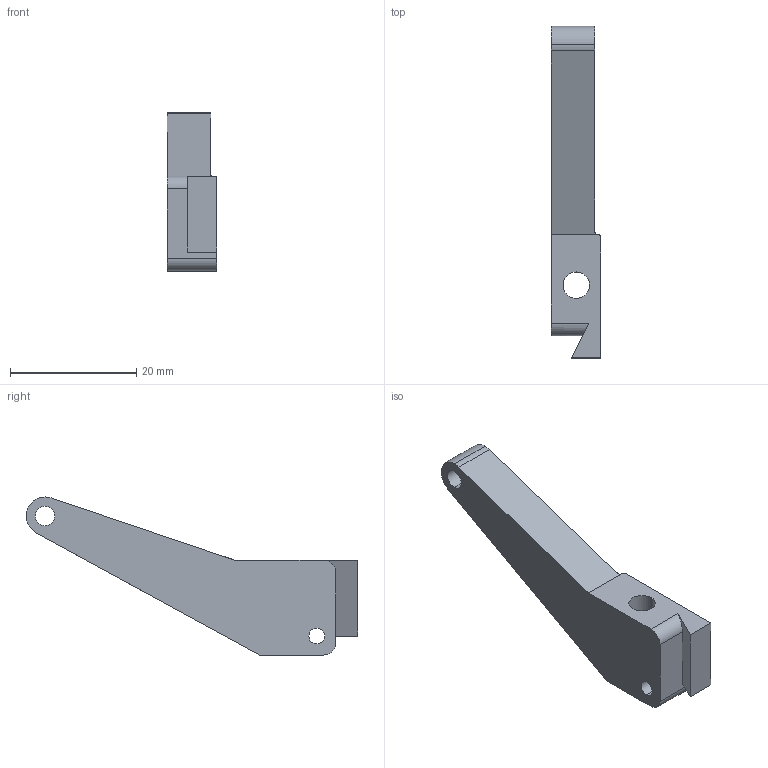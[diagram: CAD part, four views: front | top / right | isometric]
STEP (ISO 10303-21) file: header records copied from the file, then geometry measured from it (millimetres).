
FILE_DESCRIPTION (( 'STEP AP214' ), '1' );
FILE_NAME ('side_upper_base_right_modified -.STEP', '2018-12-05T06:17:31', ( '' ), ( '' ), 'SwSTEP 2.0', 'SolidWorks 2016', '' );
FILE_SCHEMA (( 'AUTOMOTIVE_DESIGN' ));
Length unit declared in the file: millimetre
Products named in the file (1): side_upper_base_right_modified -
Bounding box: 7.9 x 52.49 x 25 mm (x, y, z)
Volume: 3791 mm3; surface area: 2380.5 mm2
Topology: 1 solids, 1 shells, 23 faces, 61 edges, 40 vertices
Faces by surface type: cylinder 12, plane 11
Entity records: 764 total; most frequent: CARTESIAN_POINT 140, DIRECTION 123, ORIENTED_EDGE 122, EDGE_CURVE 61, AXIS2_PLACEMENT_3D 43, VERTEX_POINT 40, VECTOR 37, LINE 37
